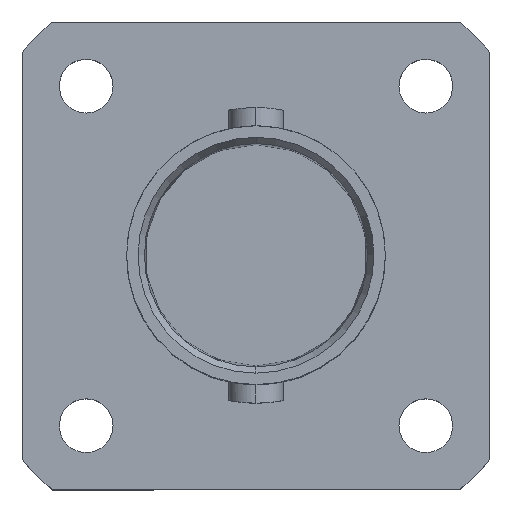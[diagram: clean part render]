
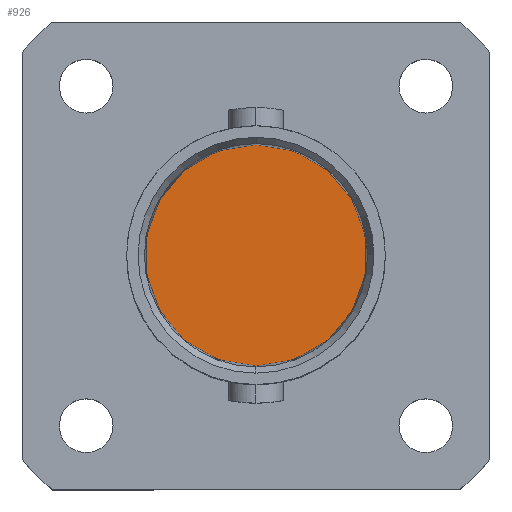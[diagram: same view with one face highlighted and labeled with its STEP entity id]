
A CAD part, top view. The second image highlights one B-rep face of the part: STEP entity #926.
In plain terms, the highlighted planar face has unit normal (0, 0, 1).
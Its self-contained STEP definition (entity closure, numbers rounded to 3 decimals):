
#80 = CARTESIAN_POINT ( 'NONE',  ( 0., 4.14, 0.565 ) ) ;
#114 = CARTESIAN_POINT ( 'NONE',  ( 0., 0., 0.565 ) ) ;
#221 = DIRECTION ( 'NONE',  ( 0., 0., -1. ) ) ;
#257 = DIRECTION ( 'NONE',  ( -1., 0., 0. ) ) ;
#278 = AXIS2_PLACEMENT_3D ( 'NONE', #569, #1082, #313 ) ;
#292 = ORIENTED_EDGE ( 'NONE', *, *, #741, .F. ) ;
#313 = DIRECTION ( 'NONE',  ( -1., 0., 0. ) ) ;
#335 = EDGE_CURVE ( 'NONE', #1664, #591, #3261, .T. ) ;
#542 = PLANE ( 'NONE',  #1655 ) ;
#569 = CARTESIAN_POINT ( 'NONE',  ( 0., 0., 0.565 ) ) ;
#591 = VERTEX_POINT ( 'NONE', #2718 ) ;
#663 = AXIS2_PLACEMENT_3D ( 'NONE', #1469, #1465, #1454 ) ;
#741 = EDGE_CURVE ( 'NONE', #591, #1664, #1889, .T. ) ;
#893 = FACE_OUTER_BOUND ( 'NONE', #2879, .T. ) ;
#926 = ADVANCED_FACE ( 'NONE', ( #893 ), #542, .F. ) ;
#1082 = DIRECTION ( 'NONE',  ( 0., 0., -1. ) ) ;
#1454 = DIRECTION ( 'NONE',  ( -1., 0., 0. ) ) ;
#1465 = DIRECTION ( 'NONE',  ( 0., 0., -1. ) ) ;
#1469 = CARTESIAN_POINT ( 'NONE',  ( 0., 0., 0.565 ) ) ;
#1655 = AXIS2_PLACEMENT_3D ( 'NONE', #114, #221, #257 ) ;
#1664 = VERTEX_POINT ( 'NONE', #80 ) ;
#1889 = CIRCLE ( 'NONE', #663, 4.14 ) ;
#2114 = ORIENTED_EDGE ( 'NONE', *, *, #335, .F. ) ;
#2718 = CARTESIAN_POINT ( 'NONE',  ( 0., -4.14, 0.565 ) ) ;
#2879 = EDGE_LOOP ( 'NONE', ( #292, #2114 ) ) ;
#3261 = CIRCLE ( 'NONE', #278, 4.14 ) ;
